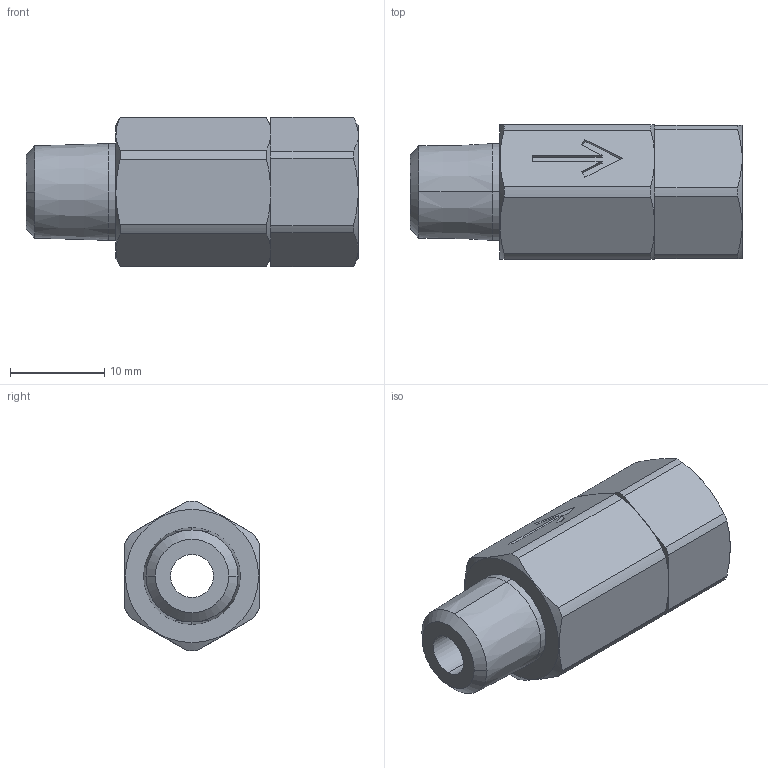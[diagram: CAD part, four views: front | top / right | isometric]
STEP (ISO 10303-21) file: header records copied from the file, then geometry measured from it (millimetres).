
FILE_DESCRIPTION (( 'STEP AP214' ), '1' );
FILE_NAME ('CVM18N-F18N.step', '2018-10-25T17:35:23', ( '' ), ( '' ), 'SwSTEP 2.0', 'SolidWorks 2018', '' );
FILE_SCHEMA (( 'AUTOMOTIVE_DESIGN' ));
Length unit declared in the file: inch
Products named in the file (1): CVM18N-F18N
Bounding box: 35.31 x 14.29 x 15.87 mm (x, y, z)
Volume: 4223.6 mm3; surface area: 3730 mm2
Topology: 2 solids, 2 shells, 80 faces, 203 edges, 134 vertices
Faces by surface type: plane 32, cylinder 26, cone 22
Entity records: 3640 total; most frequent: CARTESIAN_POINT 590, DIRECTION 411, ORIENTED_EDGE 406, EDGE_CURVE 203, AXIS2_PLACEMENT_3D 159, VERTEX_POINT 134, VECTOR 93, LINE 93
